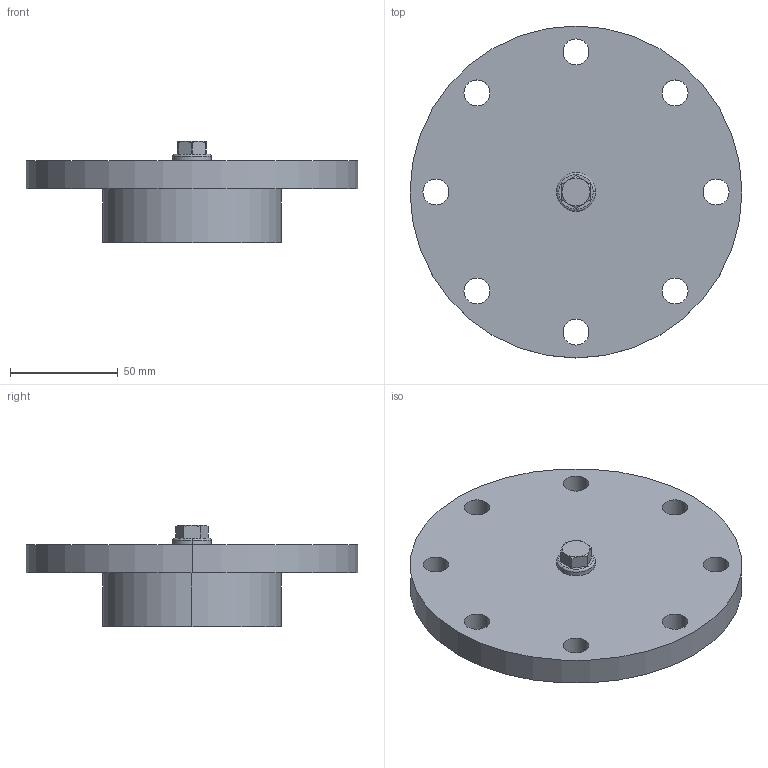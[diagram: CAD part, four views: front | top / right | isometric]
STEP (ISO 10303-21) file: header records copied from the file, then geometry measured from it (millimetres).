
FILE_DESCRIPTION (( 'STEP AP214' ), '1' );
FILE_NAME ('Peilstabführung_251583.STEP', '2012-09-27T08:03:50', ( 'Admin2' ), ( '' ), 'SwSTEP 2.0', 'SolidWorks 2010', '' );
FILE_SCHEMA (( 'AUTOMOTIVE_DESIGN' ));
Length unit declared in the file: millimetre
Products named in the file (1): Peilstabführung_251583
Bounding box: 154 x 154 x 47 mm (x, y, z)
Surface area: 53970 mm2 (no closed solid volume)
Topology: 0 solids, 2 shells, 47 faces, 128 edges, 82 vertices
Faces by surface type: cylinder 26, plane 11, cone 8, torus 2
Entity records: 2119 total; most frequent: CARTESIAN_POINT 326, DIRECTION 284, ORIENTED_EDGE 236, EDGE_CURVE 128, AXIS2_PLACEMENT_3D 120, VERTEX_POINT 82, CIRCLE 72, EDGE_LOOP 66
